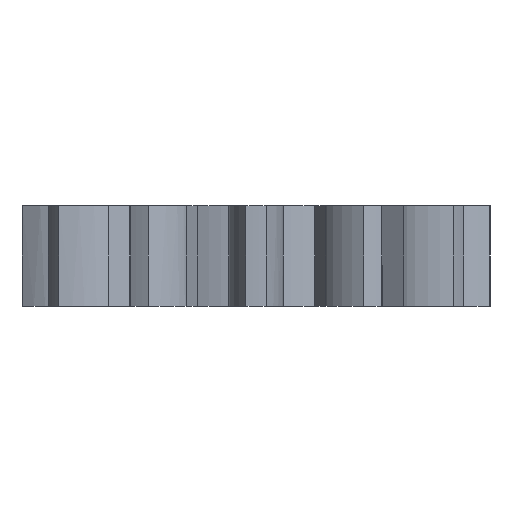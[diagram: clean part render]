
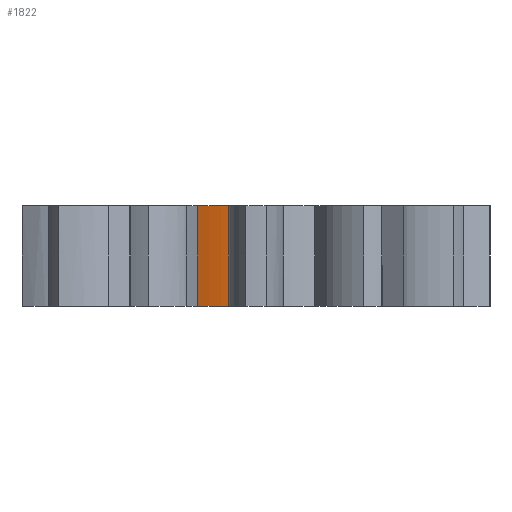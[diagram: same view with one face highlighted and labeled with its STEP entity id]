
A CAD part, front view. The second image highlights one B-rep face of the part: STEP entity #1822.
In plain terms, the highlighted cylindrical face has radius 4.75 mm (diameter 9.5 mm), a partial arc.
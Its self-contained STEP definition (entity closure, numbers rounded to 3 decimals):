
#38=CIRCLE('',#1940,4.75);
#45=CIRCLE('',#1958,4.75);
#68=CYLINDRICAL_SURFACE('',#1976,4.75);
#232=FACE_OUTER_BOUND('',#330,.T.);
#330=EDGE_LOOP('',(#1455,#1456,#1457,#1458));
#451=LINE('',#11729,#595);
#476=LINE('',#17935,#620);
#595=VECTOR('',#2167,10.);
#620=VECTOR('',#2242,10.);
#781=VERTEX_POINT('',#9164);
#782=VERTEX_POINT('',#9166);
#806=VERTEX_POINT('',#11728);
#812=VERTEX_POINT('',#13237);
#982=EDGE_CURVE('',#781,#782,#38,.T.);
#1015=EDGE_CURVE('',#806,#782,#451,.T.);
#1028=EDGE_CURVE('',#812,#806,#45,.T.);
#1100=EDGE_CURVE('',#781,#812,#476,.T.);
#1455=ORIENTED_EDGE('',*,*,#1015,.T.);
#1456=ORIENTED_EDGE('',*,*,#982,.F.);
#1457=ORIENTED_EDGE('',*,*,#1100,.T.);
#1458=ORIENTED_EDGE('',*,*,#1028,.T.);
#1822=ADVANCED_FACE('',(#232),#68,.T.);
#1940=AXIS2_PLACEMENT_3D('',#9167,#2127,#2128);
#1958=AXIS2_PLACEMENT_3D('',#13238,#2186,#2187);
#1976=AXIS2_PLACEMENT_3D('',#17934,#2240,#2241);
#2127=DIRECTION('center_axis',(0.,0.,1.));
#2128=DIRECTION('ref_axis',(1.,0.,0.));
#2167=DIRECTION('',(0.,0.,1.));
#2186=DIRECTION('center_axis',(0.,0.,1.));
#2187=DIRECTION('ref_axis',(1.,0.,0.));
#2240=DIRECTION('center_axis',(0.,0.,1.));
#2241=DIRECTION('ref_axis',(1.,0.,0.));
#2242=DIRECTION('',(0.,0.,-1.));
#9164=CARTESIAN_POINT('',(-1.752,-4.415,3.));
#9166=CARTESIAN_POINT('',(-0.69,-4.7,3.));
#9167=CARTESIAN_POINT('Origin',(0.,0.,3.));
#11728=CARTESIAN_POINT('',(-0.69,-4.7,0.));
#11729=CARTESIAN_POINT('',(-0.69,-4.7,0.));
#13237=CARTESIAN_POINT('',(-1.752,-4.415,0.));
#13238=CARTESIAN_POINT('Origin',(0.,0.,0.));
#17934=CARTESIAN_POINT('Origin',(0.,0.,0.));
#17935=CARTESIAN_POINT('',(-1.752,-4.415,0.));
